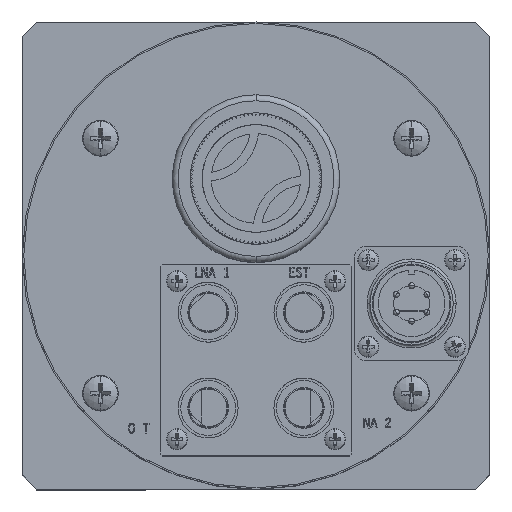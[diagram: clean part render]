
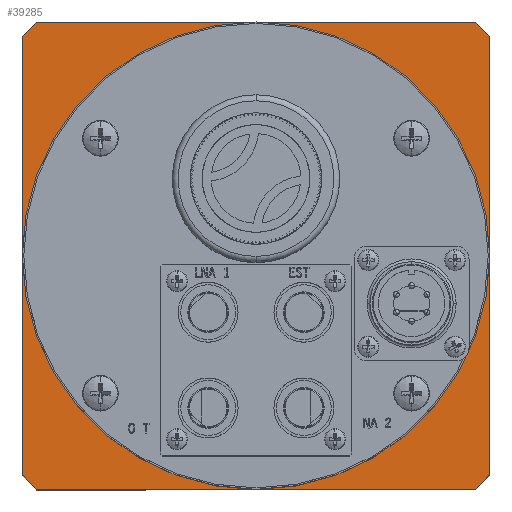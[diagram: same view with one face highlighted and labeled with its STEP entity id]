
A CAD part, top view. The second image highlights one B-rep face of the part: STEP entity #39285.
In plain terms, the highlighted planar face has unit normal (0, 0, 1).
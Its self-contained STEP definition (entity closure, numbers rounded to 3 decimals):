
#246 = CARTESIAN_POINT ( 'NONE',  ( 2.437, -2.287, 4.386 ) ) ;
#1810 = DIRECTION ( 'NONE',  ( 0.707, -0.707, 0. ) ) ;
#2148 = DIRECTION ( 'NONE',  ( 1., 0., 0. ) ) ;
#2269 = ORIENTED_EDGE ( 'NONE', *, *, #45528, .T. ) ;
#2709 = ORIENTED_EDGE ( 'NONE', *, *, #31141, .T. ) ;
#5139 = CARTESIAN_POINT ( 'NONE',  ( 2.437, -2.438, 4.386 ) ) ;
#5249 = DIRECTION ( 'NONE',  ( -0.707, 0.707, 0. ) ) ;
#5281 = CARTESIAN_POINT ( 'NONE',  ( 2.438, 2.287, 4.386 ) ) ;
#5388 = VERTEX_POINT ( 'NONE', #14182 ) ;
#6258 = VERTEX_POINT ( 'NONE', #13001 ) ;
#6705 = CARTESIAN_POINT ( 'NONE',  ( 2.437, -2.438, 4.386 ) ) ;
#7844 = LINE ( 'NONE', #49258, #30518 ) ;
#7877 = VERTEX_POINT ( 'NONE', #25538 ) ;
#8476 = VERTEX_POINT ( 'NONE', #46397 ) ;
#9543 = DIRECTION ( 'NONE',  ( 0., 1., 0. ) ) ;
#9638 = VECTOR ( 'NONE', #33253, 39.37 ) ;
#11224 = EDGE_CURVE ( 'NONE', #6258, #28526, #17095, .T. ) ;
#12481 = VECTOR ( 'NONE', #9543, 39.37 ) ;
#12597 = VECTOR ( 'NONE', #15962, 39.37 ) ;
#13001 = CARTESIAN_POINT ( 'NONE',  ( -2.287, -2.438, 4.386 ) ) ;
#14182 = CARTESIAN_POINT ( 'NONE',  ( 2.433, 0., 4.386 ) ) ;
#14362 = EDGE_CURVE ( 'NONE', #21658, #25813, #20042, .T. ) ;
#14529 = FACE_OUTER_BOUND ( 'NONE', #30907, .T. ) ;
#14907 = VECTOR ( 'NONE', #43782, 39.37 ) ;
#15080 = DIRECTION ( 'NONE',  ( 0.707, 0.707, 0. ) ) ;
#15347 = DIRECTION ( 'NONE',  ( 0., 0., 1. ) ) ;
#15962 = DIRECTION ( 'NONE',  ( 0., -1., 0. ) ) ;
#16146 = ORIENTED_EDGE ( 'NONE', *, *, #25918, .F. ) ;
#17095 = LINE ( 'NONE', #6705, #43628 ) ;
#19169 = DIRECTION ( 'NONE',  ( 1., 0., 0. ) ) ;
#19355 = CARTESIAN_POINT ( 'NONE',  ( 0., 0., 4.386 ) ) ;
#19416 = CARTESIAN_POINT ( 'NONE',  ( -2.438, 2.437, 4.386 ) ) ;
#19974 = LINE ( 'NONE', #52103, #14907 ) ;
#20042 = LINE ( 'NONE', #5139, #12481 ) ;
#21658 = VERTEX_POINT ( 'NONE', #246 ) ;
#21848 = VERTEX_POINT ( 'NONE', #25896 ) ;
#22026 = LINE ( 'NONE', #52148, #12597 ) ;
#22129 = FACE_BOUND ( 'NONE', #25838, .T. ) ;
#22793 = ORIENTED_EDGE ( 'NONE', *, *, #14362, .T. ) ;
#23512 = EDGE_CURVE ( 'NONE', #5388, #7877, #37102, .T. ) ;
#23568 = ORIENTED_EDGE ( 'NONE', *, *, #45759, .T. ) ;
#25328 = CARTESIAN_POINT ( 'NONE',  ( -2.287, 2.437, 4.386 ) ) ;
#25504 = CARTESIAN_POINT ( 'NONE',  ( -2.362, 2.362, 4.386 ) ) ;
#25538 = CARTESIAN_POINT ( 'NONE',  ( -2.433, 0., 4.386 ) ) ;
#25813 = VERTEX_POINT ( 'NONE', #5281 ) ;
#25838 = EDGE_LOOP ( 'NONE', ( #16146, #52309 ) ) ;
#25896 = CARTESIAN_POINT ( 'NONE',  ( -2.438, -2.287, 4.386 ) ) ;
#25918 = EDGE_CURVE ( 'NONE', #7877, #5388, #35629, .T. ) ;
#26595 = VECTOR ( 'NONE', #15080, 39.37 ) ;
#27251 = LINE ( 'NONE', #25504, #9638 ) ;
#27381 = VERTEX_POINT ( 'NONE', #25328 ) ;
#28526 = VERTEX_POINT ( 'NONE', #44724 ) ;
#29788 = EDGE_CURVE ( 'NONE', #25813, #8476, #34782, .T. ) ;
#30518 = VECTOR ( 'NONE', #1810, 39.37 ) ;
#30733 = AXIS2_PLACEMENT_3D ( 'NONE', #19355, #38558, #19169 ) ;
#30907 = EDGE_LOOP ( 'NONE', ( #22793, #48998, #41184, #2269, #2709, #43856, #34838, #23568 ) ) ;
#31141 = EDGE_CURVE ( 'NONE', #35713, #21848, #22026, .T. ) ;
#31202 = PLANE ( 'NONE',  #49070 ) ;
#32185 = DIRECTION ( 'NONE',  ( 1., 0., 0. ) ) ;
#33253 = DIRECTION ( 'NONE',  ( -0.707, -0.707, 0. ) ) ;
#34781 = LINE ( 'NONE', #51094, #26595 ) ;
#34782 = LINE ( 'NONE', #49200, #41756 ) ;
#34838 = ORIENTED_EDGE ( 'NONE', *, *, #11224, .T. ) ;
#34902 = DIRECTION ( 'NONE',  ( 1., 0., 0. ) ) ;
#35629 = CIRCLE ( 'NONE', #30733, 2.433 ) ;
#35713 = VERTEX_POINT ( 'NONE', #46967 ) ;
#37102 = CIRCLE ( 'NONE', #52060, 2.433 ) ;
#38558 = DIRECTION ( 'NONE',  ( 0., 0., 1. ) ) ;
#39285 = ADVANCED_FACE ( 'NONE', ( #14529, #22129 ), #31202, .T. ) ;
#41184 = ORIENTED_EDGE ( 'NONE', *, *, #49380, .T. ) ;
#41756 = VECTOR ( 'NONE', #5249, 39.37 ) ;
#43628 = VECTOR ( 'NONE', #2148, 39.37 ) ;
#43782 = DIRECTION ( 'NONE',  ( -1., 0., 0. ) ) ;
#43856 = ORIENTED_EDGE ( 'NONE', *, *, #52128, .T. ) ;
#44724 = CARTESIAN_POINT ( 'NONE',  ( 2.287, -2.438, 4.386 ) ) ;
#45528 = EDGE_CURVE ( 'NONE', #27381, #35713, #27251, .T. ) ;
#45759 = EDGE_CURVE ( 'NONE', #28526, #21658, #34781, .T. ) ;
#46397 = CARTESIAN_POINT ( 'NONE',  ( 2.288, 2.437, 4.386 ) ) ;
#46967 = CARTESIAN_POINT ( 'NONE',  ( -2.438, 2.287, 4.386 ) ) ;
#48666 = DIRECTION ( 'NONE',  ( 0., 0., 1. ) ) ;
#48833 = CARTESIAN_POINT ( 'NONE',  ( 0., 0., 4.386 ) ) ;
#48998 = ORIENTED_EDGE ( 'NONE', *, *, #29788, .T. ) ;
#49070 = AXIS2_PLACEMENT_3D ( 'NONE', #19416, #15347, #34902 ) ;
#49200 = CARTESIAN_POINT ( 'NONE',  ( -0.075, 4.8, 4.386 ) ) ;
#49258 = CARTESIAN_POINT ( 'NONE',  ( -4.8, 0.075, 4.386 ) ) ;
#49380 = EDGE_CURVE ( 'NONE', #8476, #27381, #19974, .T. ) ;
#51094 = CARTESIAN_POINT ( 'NONE',  ( 2.362, -2.363, 4.386 ) ) ;
#52060 = AXIS2_PLACEMENT_3D ( 'NONE', #48833, #48666, #32185 ) ;
#52103 = CARTESIAN_POINT ( 'NONE',  ( 2.437, 2.437, 4.386 ) ) ;
#52128 = EDGE_CURVE ( 'NONE', #21848, #6258, #7844, .T. ) ;
#52148 = CARTESIAN_POINT ( 'NONE',  ( -2.438, -2.438, 4.386 ) ) ;
#52309 = ORIENTED_EDGE ( 'NONE', *, *, #23512, .F. ) ;
